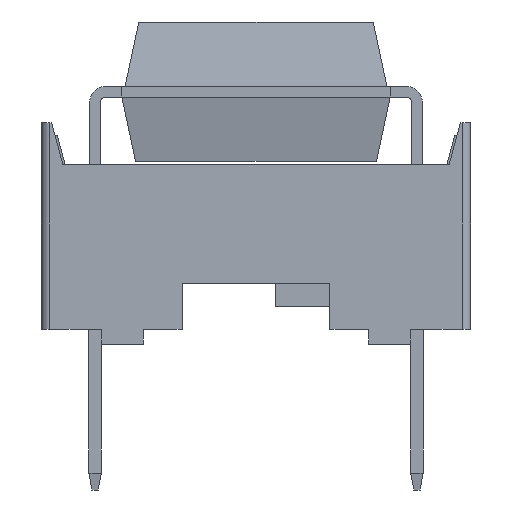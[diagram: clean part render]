
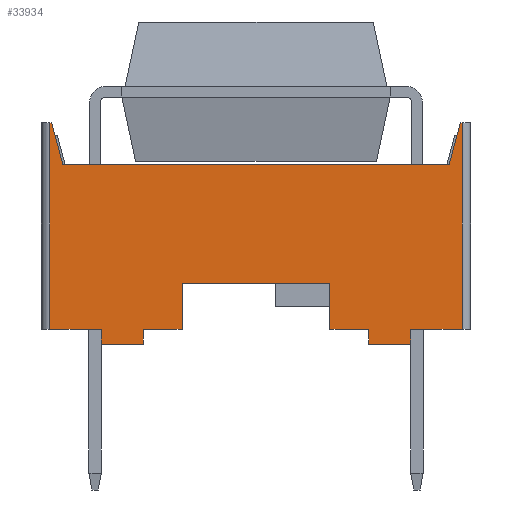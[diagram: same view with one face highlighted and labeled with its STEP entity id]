
A CAD part, front view. The second image highlights one B-rep face of the part: STEP entity #33934.
In plain terms, the highlighted planar face has unit normal (0, -1, 0).
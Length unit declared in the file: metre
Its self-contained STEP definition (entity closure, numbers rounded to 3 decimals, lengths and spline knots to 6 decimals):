
#6948=ORIENTED_EDGE('',*,*,#13596,.F.);
#6949=ORIENTED_EDGE('',*,*,#12981,.T.);
#6950=ORIENTED_EDGE('',*,*,#13613,.T.);
#6951=ORIENTED_EDGE('',*,*,#13614,.F.);
#6952=ORIENTED_EDGE('',*,*,#13575,.F.);
#6953=ORIENTED_EDGE('',*,*,#13580,.T.);
#6954=ORIENTED_EDGE('',*,*,#13597,.T.);
#6955=ORIENTED_EDGE('',*,*,#13516,.T.);
#6956=ORIENTED_EDGE('',*,*,#13598,.T.);
#6957=ORIENTED_EDGE('',*,*,#13521,.F.);
#6958=ORIENTED_EDGE('',*,*,#13595,.T.);
#6959=ORIENTED_EDGE('',*,*,#13574,.F.);
#6960=ORIENTED_EDGE('',*,*,#13570,.F.);
#6961=ORIENTED_EDGE('',*,*,#13615,.T.);
#6962=ORIENTED_EDGE('',*,*,#13616,.T.);
#6963=ORIENTED_EDGE('',*,*,#12975,.T.);
#6964=ORIENTED_EDGE('',*,*,#13584,.F.);
#6965=ORIENTED_EDGE('',*,*,#13532,.F.);
#6966=ORIENTED_EDGE('',*,*,#13617,.F.);
#6967=ORIENTED_EDGE('',*,*,#13550,.F.);
#12975=EDGE_CURVE('',#16860,#16858,#20694,.T.);
#12981=EDGE_CURVE('',#16863,#16865,#20697,.T.);
#13516=EDGE_CURVE('',#17288,#17287,#21227,.T.);
#13521=EDGE_CURVE('',#17291,#17292,#21232,.T.);
#13532=EDGE_CURVE('',#17300,#17301,#21243,.T.);
#13550=EDGE_CURVE('',#17304,#17305,#21261,.T.);
#13570=EDGE_CURVE('',#17310,#17311,#21281,.T.);
#13574=EDGE_CURVE('',#17311,#17312,#21285,.T.);
#13575=EDGE_CURVE('',#17314,#17315,#21286,.T.);
#13580=EDGE_CURVE('',#17314,#17319,#21291,.T.);
#13584=EDGE_CURVE('',#17301,#16858,#21295,.T.);
#13595=EDGE_CURVE('',#17291,#17312,#21306,.T.);
#13596=EDGE_CURVE('',#16863,#17304,#21307,.T.);
#13597=EDGE_CURVE('',#17319,#17288,#21308,.T.);
#13598=EDGE_CURVE('',#17287,#17292,#21309,.T.);
#13613=EDGE_CURVE('',#16865,#17324,#21323,.T.);
#13614=EDGE_CURVE('',#17315,#17324,#21324,.T.);
#13615=EDGE_CURVE('',#17310,#17325,#21325,.T.);
#13616=EDGE_CURVE('',#17325,#16860,#21326,.T.);
#13617=EDGE_CURVE('',#17305,#17300,#21327,.T.);
#16858=VERTEX_POINT('',#51771);
#16860=VERTEX_POINT('',#51774);
#16863=VERTEX_POINT('',#51781);
#16865=VERTEX_POINT('',#51785);
#17287=VERTEX_POINT('',#52888);
#17288=VERTEX_POINT('',#52890);
#17291=VERTEX_POINT('',#52898);
#17292=VERTEX_POINT('',#52900);
#17300=VERTEX_POINT('',#52920);
#17301=VERTEX_POINT('',#52921);
#17304=VERTEX_POINT('',#52943);
#17305=VERTEX_POINT('',#52944);
#17310=VERTEX_POINT('',#52969);
#17311=VERTEX_POINT('',#52971);
#17312=VERTEX_POINT('',#52975);
#17314=VERTEX_POINT('',#52981);
#17315=VERTEX_POINT('',#52982);
#17319=VERTEX_POINT('',#52991);
#17324=VERTEX_POINT('',#53048);
#17325=VERTEX_POINT('',#53051);
#20694=LINE('',#51773,#25180);
#20697=LINE('',#51786,#25183);
#21227=LINE('',#52889,#25713);
#21232=LINE('',#52899,#25718);
#21243=LINE('',#52919,#25729);
#21261=LINE('',#52942,#25747);
#21281=LINE('',#52970,#25767);
#21285=LINE('',#52978,#25771);
#21286=LINE('',#52980,#25772);
#21291=LINE('',#52992,#25777);
#21295=LINE('',#52997,#25781);
#21306=LINE('',#53014,#25792);
#21307=LINE('',#53016,#25793);
#21308=LINE('',#53018,#25794);
#21309=LINE('',#53020,#25795);
#21323=LINE('',#53047,#25809);
#21324=LINE('',#53049,#25810);
#21325=LINE('',#53050,#25811);
#21326=LINE('',#53052,#25812);
#21327=LINE('',#53053,#25813);
#25180=VECTOR('',#42540,1.);
#25183=VECTOR('',#42551,1.);
#25713=VECTOR('',#43383,1.);
#25718=VECTOR('',#43390,1.);
#25729=VECTOR('',#43403,1.);
#25747=VECTOR('',#43423,1.);
#25767=VECTOR('',#43445,1.);
#25771=VECTOR('',#43451,1.);
#25772=VECTOR('',#43454,1.);
#25777=VECTOR('',#43461,1.);
#25781=VECTOR('',#43467,1.);
#25792=VECTOR('',#43486,1.);
#25793=VECTOR('',#43489,1.);
#25794=VECTOR('',#43492,1.);
#25795=VECTOR('',#43495,1.);
#25809=VECTOR('',#43531,1.);
#25810=VECTOR('',#43532,1.);
#25811=VECTOR('',#43533,1.);
#25812=VECTOR('',#43534,1.);
#25813=VECTOR('',#43535,1.);
#28578=EDGE_LOOP('',(#6948,#6949,#6950,#6951,#6952,#6953,#6954,#6955,#6956,
#6957,#6958,#6959,#6960,#6961,#6962,#6963,#6964,#6965,#6966,#6967));
#30478=FACE_BOUND('',#28578,.T.);
#32177=PLANE('',#36801);
#33934=ADVANCED_FACE('',(#30478),#32177,.F.);
#36801=AXIS2_PLACEMENT_3D('',#53046,#43529,#43530);
#42540=DIRECTION('',(0.,0.,1.));
#42551=DIRECTION('',(0.,0.,-1.));
#43383=DIRECTION('',(0.,0.,1.));
#43390=DIRECTION('',(0.,0.,1.));
#43403=DIRECTION('',(0.259,0.,0.966));
#43423=DIRECTION('',(0.259,0.,-0.966));
#43445=DIRECTION('',(-1.,0.,0.));
#43451=DIRECTION('',(0.,0.,1.));
#43454=DIRECTION('',(-1.,0.,0.));
#43461=DIRECTION('',(0.,0.,1.));
#43467=DIRECTION('',(1.,0.,0.));
#43486=DIRECTION('',(1.,0.,0.));
#43489=DIRECTION('',(1.,0.,0.));
#43492=DIRECTION('',(1.,0.,0.));
#43495=DIRECTION('',(1.,0.,0.));
#43529=DIRECTION('',(0.,1.,0.));
#43530=DIRECTION('',(-1.,0.,0.));
#43531=DIRECTION('',(1.,0.,0.));
#43532=DIRECTION('',(0.,0.,1.));
#43533=DIRECTION('',(0.,0.,1.));
#43534=DIRECTION('',(1.,0.,0.));
#43535=DIRECTION('',(1.,0.,0.));
#51771=CARTESIAN_POINT('',(0.00869,-0.03429,0.0053));
#51773=CARTESIAN_POINT('',(0.00869,-0.03429,0.0053));
#51774=CARTESIAN_POINT('',(0.00869,-0.03429,0.0004));
#51781=CARTESIAN_POINT('',(-0.00107,-0.03429,0.0053));
#51785=CARTESIAN_POINT('',(-0.00107,-0.03429,0.0004));
#51786=CARTESIAN_POINT('',(-0.00107,-0.03429,0.0053));
#52888=CARTESIAN_POINT('',(0.00206,-0.03429,0.0015));
#52889=CARTESIAN_POINT('',(0.00206,-0.03429,-0.0034));
#52890=CARTESIAN_POINT('',(0.00206,-0.03429,0.0004));
#52898=CARTESIAN_POINT('',(0.00556,-0.03429,0.0004));
#52899=CARTESIAN_POINT('',(0.00556,-0.03429,-0.0034));
#52900=CARTESIAN_POINT('',(0.00556,-0.03429,0.0015));
#52919=CARTESIAN_POINT('',(0.006151,-0.03429,-0.004027));
#52920=CARTESIAN_POINT('',(0.008382,-0.03429,0.0043));
#52921=CARTESIAN_POINT('',(0.00865,-0.03429,0.0053));
#52942=CARTESIAN_POINT('',(0.001469,-0.03429,-0.004027));
#52943=CARTESIAN_POINT('',(-0.00103,-0.03429,0.0053));
#52944=CARTESIAN_POINT('',(-0.000762,-0.03429,0.0043));
#52969=CARTESIAN_POINT('',(0.007475,-0.03429,0.00005));
#52970=CARTESIAN_POINT('',(0.00381,-0.03429,0.00005));
#52971=CARTESIAN_POINT('',(0.006475,-0.03429,0.00005));
#52975=CARTESIAN_POINT('',(0.006475,-0.03429,0.0004));
#52978=CARTESIAN_POINT('',(0.006475,-0.03429,0.00005));
#52980=CARTESIAN_POINT('',(0.001145,-0.03429,0.00005));
#52981=CARTESIAN_POINT('',(0.001145,-0.03429,0.00005));
#52982=CARTESIAN_POINT('',(0.000145,-0.03429,0.00005));
#52991=CARTESIAN_POINT('',(0.001145,-0.03429,0.0004));
#52992=CARTESIAN_POINT('',(0.001145,-0.03429,0.00005));
#52997=CARTESIAN_POINT('',(0.00889,-0.03429,0.0053));
#53014=CARTESIAN_POINT('',(0.00889,-0.03429,0.0004));
#53016=CARTESIAN_POINT('',(0.00889,-0.03429,0.0053));
#53018=CARTESIAN_POINT('',(0.00889,-0.03429,0.0004));
#53020=CARTESIAN_POINT('',(0.00381,-0.03429,0.0015));
#53046=CARTESIAN_POINT('',(0.00889,-0.03429,0.0053));
#53047=CARTESIAN_POINT('',(0.00889,-0.03429,0.0004));
#53048=CARTESIAN_POINT('',(0.000145,-0.03429,0.0004));
#53049=CARTESIAN_POINT('',(0.000145,-0.03429,0.00005));
#53050=CARTESIAN_POINT('',(0.007475,-0.03429,0.00005));
#53051=CARTESIAN_POINT('',(0.007475,-0.03429,0.0004));
#53052=CARTESIAN_POINT('',(0.00889,-0.03429,0.0004));
#53053=CARTESIAN_POINT('',(0.00381,-0.03429,0.0043));
